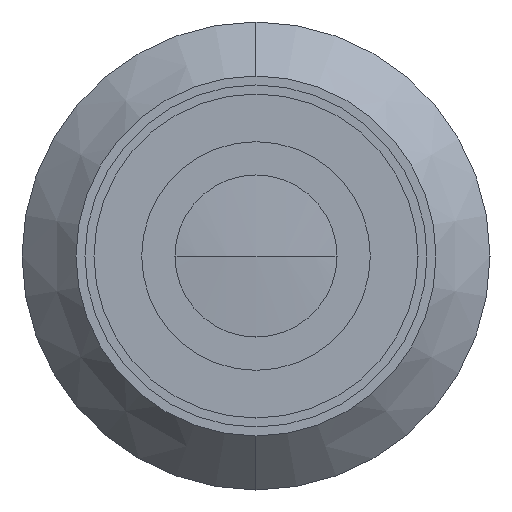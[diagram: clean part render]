
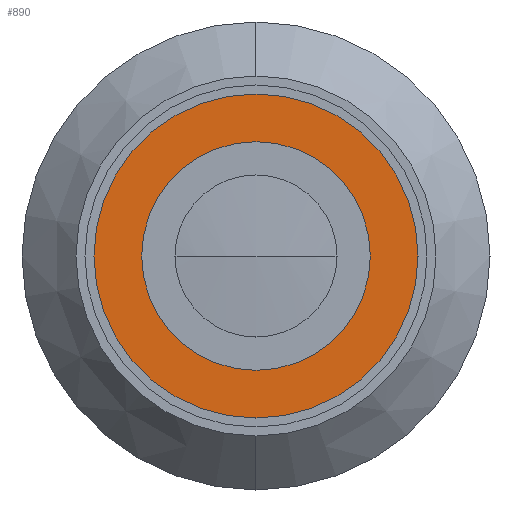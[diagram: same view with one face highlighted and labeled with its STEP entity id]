
A CAD part, left-side view. The second image highlights one B-rep face of the part: STEP entity #890.
In plain terms, the highlighted planar face has unit normal (-1, 0, 0).
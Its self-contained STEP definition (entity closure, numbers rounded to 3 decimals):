
#24 = PLANE ( 'NONE',  #449 ) ;
#67 = FACE_BOUND ( 'NONE', #171, .T. ) ;
#171 = EDGE_LOOP ( 'NONE', ( #705, #1173 ) ) ;
#251 = DIRECTION ( 'NONE',  ( 0., 0., -1. ) ) ;
#272 = CIRCLE ( 'NONE', #1218, 18. ) ;
#369 = CIRCLE ( 'NONE', #1381, 18. ) ;
#449 = AXIS2_PLACEMENT_3D ( 'NONE', #994, #905, #251 ) ;
#500 = AXIS2_PLACEMENT_3D ( 'NONE', #1127, #913, #1222 ) ;
#515 = DIRECTION ( 'NONE',  ( -1., 0., 0. ) ) ;
#638 = FACE_OUTER_BOUND ( 'NONE', #1083, .T. ) ;
#683 = AXIS2_PLACEMENT_3D ( 'NONE', #1066, #1568, #942 ) ;
#705 = ORIENTED_EDGE ( 'NONE', *, *, #1243, .F. ) ;
#708 = CARTESIAN_POINT ( 'NONE',  ( 0.401, 0., 12.3 ) ) ;
#732 = CARTESIAN_POINT ( 'NONE',  ( 0.401, 0., 0. ) ) ;
#735 = CIRCLE ( 'NONE', #683, 12.3 ) ;
#778 = EDGE_CURVE ( 'NONE', #1458, #1563, #369, .T. ) ;
#805 = ORIENTED_EDGE ( 'NONE', *, *, #1486, .T. ) ;
#841 = VERTEX_POINT ( 'NONE', #1409 ) ;
#890 = ADVANCED_FACE ( 'NONE', ( #638, #67 ), #24, .F. ) ;
#905 = DIRECTION ( 'NONE',  ( 1., 0., 0. ) ) ;
#913 = DIRECTION ( 'NONE',  ( -1., 0., 0. ) ) ;
#942 = DIRECTION ( 'NONE',  ( 0., 0., 1. ) ) ;
#983 = CARTESIAN_POINT ( 'NONE',  ( 0.401, 0., -18. ) ) ;
#994 = CARTESIAN_POINT ( 'NONE',  ( 0.401, 18., 0. ) ) ;
#1066 = CARTESIAN_POINT ( 'NONE',  ( 0.401, 0., 0. ) ) ;
#1083 = EDGE_LOOP ( 'NONE', ( #805, #1496 ) ) ;
#1095 = EDGE_CURVE ( 'NONE', #841, #1429, #735, .T. ) ;
#1127 = CARTESIAN_POINT ( 'NONE',  ( 0.401, 0., 0. ) ) ;
#1173 = ORIENTED_EDGE ( 'NONE', *, *, #1095, .F. ) ;
#1187 = CIRCLE ( 'NONE', #500, 12.3 ) ;
#1202 = DIRECTION ( 'NONE',  ( 0., 0., 1. ) ) ;
#1218 = AXIS2_PLACEMENT_3D ( 'NONE', #1276, #515, #1202 ) ;
#1222 = DIRECTION ( 'NONE',  ( 0., 0., 1. ) ) ;
#1243 = EDGE_CURVE ( 'NONE', #1429, #841, #1187, .T. ) ;
#1276 = CARTESIAN_POINT ( 'NONE',  ( 0.401, 0., 0. ) ) ;
#1381 = AXIS2_PLACEMENT_3D ( 'NONE', #732, #1548, #1595 ) ;
#1401 = CARTESIAN_POINT ( 'NONE',  ( 0.401, 0., 18. ) ) ;
#1409 = CARTESIAN_POINT ( 'NONE',  ( 0.401, 0., -12.3 ) ) ;
#1429 = VERTEX_POINT ( 'NONE', #708 ) ;
#1458 = VERTEX_POINT ( 'NONE', #983 ) ;
#1486 = EDGE_CURVE ( 'NONE', #1563, #1458, #272, .T. ) ;
#1496 = ORIENTED_EDGE ( 'NONE', *, *, #778, .T. ) ;
#1548 = DIRECTION ( 'NONE',  ( -1., 0., 0. ) ) ;
#1563 = VERTEX_POINT ( 'NONE', #1401 ) ;
#1568 = DIRECTION ( 'NONE',  ( -1., 0., 0. ) ) ;
#1595 = DIRECTION ( 'NONE',  ( 0., 0., 1. ) ) ;
